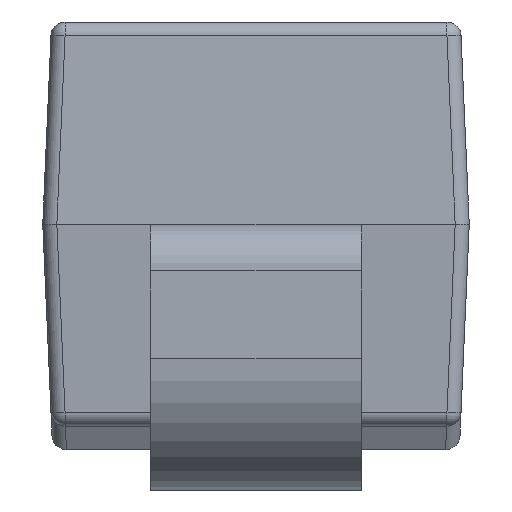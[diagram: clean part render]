
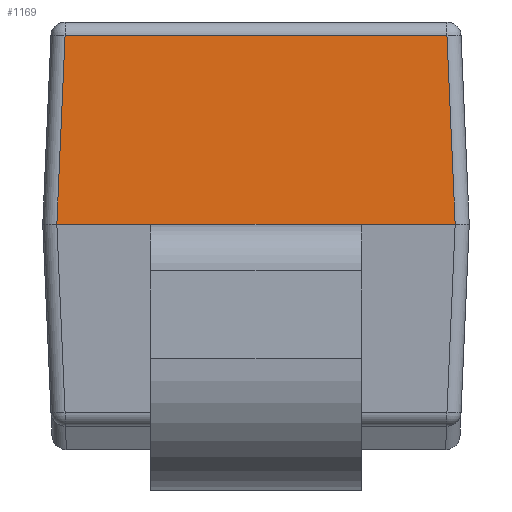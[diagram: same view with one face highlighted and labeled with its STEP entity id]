
A CAD part, front view. The second image highlights one B-rep face of the part: STEP entity #1169.
In plain terms, the highlighted planar face has unit normal (0, -0.999, 0.044).
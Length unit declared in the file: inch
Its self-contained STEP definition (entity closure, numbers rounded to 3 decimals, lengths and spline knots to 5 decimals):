
#393=CARTESIAN_POINT('',(-0.04238,-0.12538,0.));
#394=VERTEX_POINT('',#393);
#427=CARTESIAN_POINT('',(0.04063,-0.12363,0.04013));
#428=VERTEX_POINT('',#427);
#486=CARTESIAN_POINT('',(-0.04063,-0.12363,0.04013));
#487=VERTEX_POINT('',#486);
#640=CARTESIAN_POINT('',(-0.04063,-0.12363,0.04013));
#641=DIRECTION('',(1.0,0.0,0.0));
#642=VECTOR('',#641,0.08126);
#643=LINE('',#640,#642);
#644=EDGE_CURVE('',#487,#428,#643,.T.);
#654=CARTESIAN_POINT('',(-0.04238,-0.12538,0.0));
#655=DIRECTION('',(0.044,0.044,0.998));
#656=VECTOR('',#655,0.04021);
#657=LINE('',#654,#656);
#658=EDGE_CURVE('',#394,#487,#657,.T.);
#761=CARTESIAN_POINT('',(0.04238,-0.12538,0.));
#762=VERTEX_POINT('',#761);
#763=CARTESIAN_POINT('',(0.04063,-0.12363,0.04013));
#764=DIRECTION('',(0.044,-0.044,-0.998));
#765=VECTOR('',#764,0.04021);
#766=LINE('',#763,#765);
#767=EDGE_CURVE('',#428,#762,#766,.T.);
#1153=CARTESIAN_POINT('',(0.0,-0.12725,-0.04292));
#1154=DIRECTION('',(0.0,-0.999,0.044));
#1155=DIRECTION('',(0.0,-0.044,-0.999));
#1156=AXIS2_PLACEMENT_3D('',#1153,#1154,#1155);
#1157=PLANE('',#1156);
#1158=ORIENTED_EDGE('',*,*,#767,.F.);
#1159=ORIENTED_EDGE('',*,*,#644,.F.);
#1160=ORIENTED_EDGE('',*,*,#658,.F.);
#1161=CARTESIAN_POINT('',(-0.04238,-0.12538,0.));
#1162=DIRECTION('',(1.0,0.0,0.0));
#1163=VECTOR('',#1162,0.08476);
#1164=LINE('',#1161,#1163);
#1165=EDGE_CURVE('',#762,#394,#1164,.F.);
#1166=ORIENTED_EDGE('',*,*,#1165,.F.);
#1167=EDGE_LOOP('',(#1158,#1159,#1160,#1166));
#1168=FACE_OUTER_BOUND('',#1167,.T.);
#1169=ADVANCED_FACE('',(#1168),#1157,.T.);
